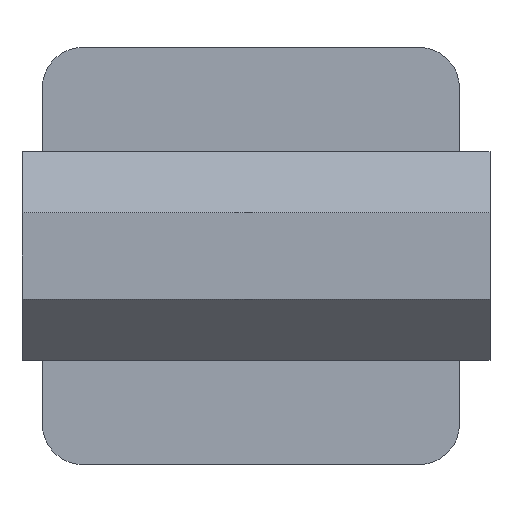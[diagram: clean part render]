
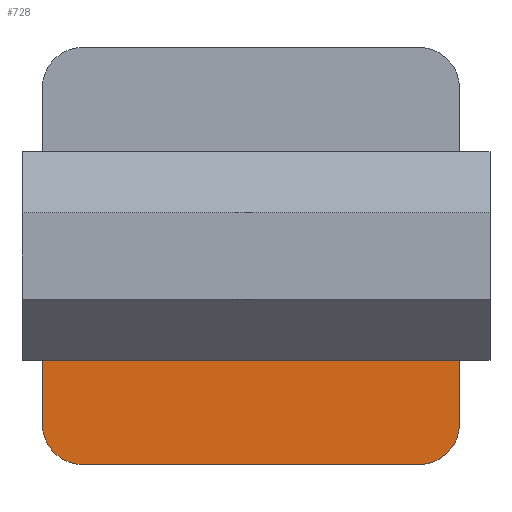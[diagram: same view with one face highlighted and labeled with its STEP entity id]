
A CAD part, front view. The second image highlights one B-rep face of the part: STEP entity #728.
In plain terms, the highlighted planar face has unit normal (0, -1, 0).
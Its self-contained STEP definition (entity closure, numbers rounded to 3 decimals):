
#20 = VECTOR ( 'NONE', #654, 1000. ) ;
#50 = DIRECTION ( 'NONE',  ( 0., 0., 1. ) ) ;
#60 = VERTEX_POINT ( 'NONE', #2037 ) ;
#114 = EDGE_CURVE ( 'NONE', #1178, #60, #1547, .T. ) ;
#117 = LINE ( 'NONE', #2144, #20 ) ;
#127 = FACE_OUTER_BOUND ( 'NONE', #514, .T. ) ;
#129 = VECTOR ( 'NONE', #1219, 1000. ) ;
#187 = EDGE_CURVE ( 'NONE', #1612, #824, #995, .T. ) ;
#242 = VERTEX_POINT ( 'NONE', #2089 ) ;
#293 = EDGE_CURVE ( 'NONE', #242, #824, #117, .T. ) ;
#333 = VERTEX_POINT ( 'NONE', #1816 ) ;
#372 = CIRCLE ( 'NONE', #2046, 8. ) ;
#386 = LINE ( 'NONE', #1076, #1228 ) ;
#479 = CARTESIAN_POINT ( 'NONE',  ( 41., -33.8, -20.5 ) ) ;
#488 = ORIENTED_EDGE ( 'NONE', *, *, #187, .T. ) ;
#514 = EDGE_LOOP ( 'NONE', ( #885, #1506, #845, #1710, #998, #488 ) ) ;
#644 = CARTESIAN_POINT ( 'NONE',  ( 41., -33.8, 41. ) ) ;
#654 = DIRECTION ( 'NONE',  ( -1., 0., 0. ) ) ;
#728 = ADVANCED_FACE ( 'NONE', ( #127 ), #1999, .T. ) ;
#742 = DIRECTION ( 'NONE',  ( 0., -1., 0. ) ) ;
#824 = VERTEX_POINT ( 'NONE', #849 ) ;
#834 = EDGE_CURVE ( 'NONE', #242, #333, #372, .T. ) ;
#845 = ORIENTED_EDGE ( 'NONE', *, *, #1540, .F. ) ;
#849 = CARTESIAN_POINT ( 'NONE',  ( -33., -33.8, -41. ) ) ;
#885 = ORIENTED_EDGE ( 'NONE', *, *, #293, .F. ) ;
#925 = DIRECTION ( 'NONE',  ( 0., 0., -1. ) ) ;
#995 = CIRCLE ( 'NONE', #1485, 8. ) ;
#998 = ORIENTED_EDGE ( 'NONE', *, *, #2011, .F. ) ;
#1028 = CARTESIAN_POINT ( 'NONE',  ( 33., -33.8, -33. ) ) ;
#1076 = CARTESIAN_POINT ( 'NONE',  ( -41., -33.8, -41. ) ) ;
#1114 = CARTESIAN_POINT ( 'NONE',  ( -41., -33.8, -33. ) ) ;
#1117 = CARTESIAN_POINT ( 'NONE',  ( -33., -33.8, -33. ) ) ;
#1176 = DIRECTION ( 'NONE',  ( 0., -1., 0. ) ) ;
#1178 = VERTEX_POINT ( 'NONE', #479 ) ;
#1219 = DIRECTION ( 'NONE',  ( -1., 0., 0. ) ) ;
#1228 = VECTOR ( 'NONE', #50, 1000. ) ;
#1380 = CARTESIAN_POINT ( 'NONE',  ( 41., -33.8, -20.5 ) ) ;
#1403 = VECTOR ( 'NONE', #1838, 1000. ) ;
#1451 = DIRECTION ( 'NONE',  ( 0., 0., -1. ) ) ;
#1485 = AXIS2_PLACEMENT_3D ( 'NONE', #1117, #742, #925 ) ;
#1506 = ORIENTED_EDGE ( 'NONE', *, *, #834, .T. ) ;
#1540 = EDGE_CURVE ( 'NONE', #1178, #333, #2170, .T. ) ;
#1547 = LINE ( 'NONE', #1380, #129 ) ;
#1612 = VERTEX_POINT ( 'NONE', #1114 ) ;
#1710 = ORIENTED_EDGE ( 'NONE', *, *, #114, .T. ) ;
#1816 = CARTESIAN_POINT ( 'NONE',  ( 41., -33.8, -33. ) ) ;
#1838 = DIRECTION ( 'NONE',  ( 0., 0., -1. ) ) ;
#1999 = PLANE ( 'NONE',  #2085 ) ;
#2011 = EDGE_CURVE ( 'NONE', #1612, #60, #386, .T. ) ;
#2034 = DIRECTION ( 'NONE',  ( 0., -1., 0. ) ) ;
#2037 = CARTESIAN_POINT ( 'NONE',  ( -41., -33.8, -20.5 ) ) ;
#2046 = AXIS2_PLACEMENT_3D ( 'NONE', #1028, #2034, #2054 ) ;
#2054 = DIRECTION ( 'NONE',  ( 0., 0., -1. ) ) ;
#2085 = AXIS2_PLACEMENT_3D ( 'NONE', #2126, #1176, #1451 ) ;
#2089 = CARTESIAN_POINT ( 'NONE',  ( 33., -33.8, -41. ) ) ;
#2126 = CARTESIAN_POINT ( 'NONE',  ( 41., -33.8, -41. ) ) ;
#2144 = CARTESIAN_POINT ( 'NONE',  ( -41., -33.8, -41. ) ) ;
#2170 = LINE ( 'NONE', #644, #1403 ) ;
